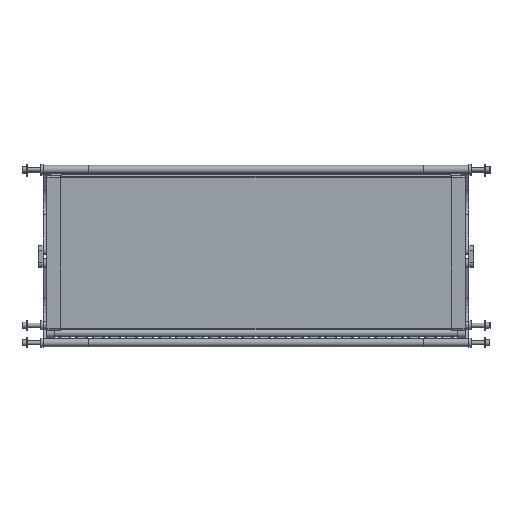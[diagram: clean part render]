
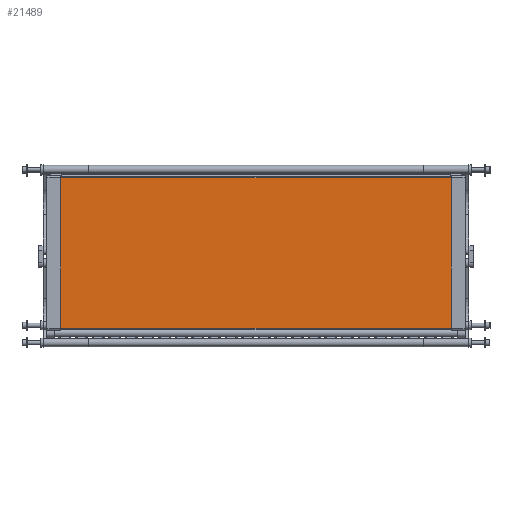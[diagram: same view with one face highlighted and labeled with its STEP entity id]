
A CAD part, front view. The second image highlights one B-rep face of the part: STEP entity #21489.
In plain terms, the highlighted planar face has unit normal (0, -1, 0).
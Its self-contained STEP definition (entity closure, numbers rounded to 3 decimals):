
#1764=FACE_OUTER_BOUND('',#2879,.T.);
#2879=EDGE_LOOP('',(#14347,#14348,#14349,#14350));
#4082=LINE('',#31493,#6427);
#4088=LINE('',#31512,#6433);
#4123=LINE('',#31606,#6468);
#4124=LINE('',#31608,#6469);
#6427=VECTOR('',#24917,10.);
#6433=VECTOR('',#24933,10.);
#6468=VECTOR('',#25034,10.);
#6469=VECTOR('',#25037,10.);
#8776=VERTEX_POINT('',#31490);
#8777=VERTEX_POINT('',#31492);
#8784=VERTEX_POINT('',#31509);
#8785=VERTEX_POINT('',#31511);
#10915=EDGE_CURVE('',#8777,#8776,#4082,.T.);
#10924=EDGE_CURVE('',#8784,#8785,#4088,.T.);
#10972=EDGE_CURVE('',#8776,#8785,#4123,.T.);
#10973=EDGE_CURVE('',#8777,#8784,#4124,.T.);
#14347=ORIENTED_EDGE('',*,*,#10972,.T.);
#14348=ORIENTED_EDGE('',*,*,#10924,.F.);
#14349=ORIENTED_EDGE('',*,*,#10973,.F.);
#14350=ORIENTED_EDGE('',*,*,#10915,.T.);
#20878=PLANE('',#22824);
#21489=ADVANCED_FACE('',(#1764),#20878,.T.);
#22824=AXIS2_PLACEMENT_3D('',#31607,#25035,#25036);
#24917=DIRECTION('',(0.,0.,-1.));
#24933=DIRECTION('',(0.,0.,-1.));
#25034=DIRECTION('',(1.,0.,0.));
#25035=DIRECTION('center_axis',(0.,-1.,0.));
#25036=DIRECTION('ref_axis',(0.,0.,-1.));
#25037=DIRECTION('',(1.,0.,0.));
#31490=CARTESIAN_POINT('',(-302.,-7.,-108.7));
#31492=CARTESIAN_POINT('',(-302.,-7.,108.7));
#31493=CARTESIAN_POINT('',(-302.,-7.,108.7));
#31509=CARTESIAN_POINT('',(302.,-7.,108.7));
#31511=CARTESIAN_POINT('',(302.,-7.,-108.7));
#31512=CARTESIAN_POINT('',(302.,-7.,108.7));
#31606=CARTESIAN_POINT('',(0.,-7.,-108.7));
#31607=CARTESIAN_POINT('Origin',(0.,-7.,108.7));
#31608=CARTESIAN_POINT('',(0.,-7.,108.7));
